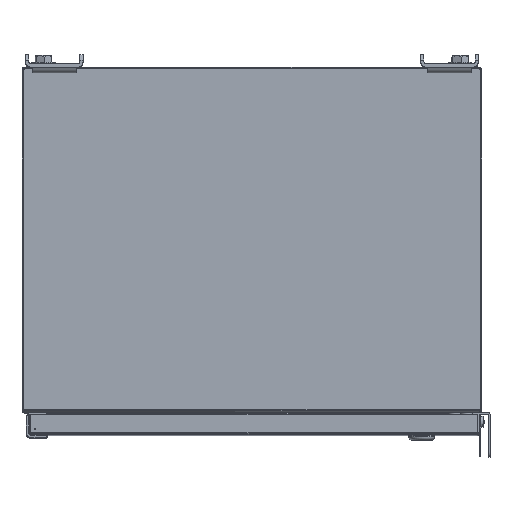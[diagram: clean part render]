
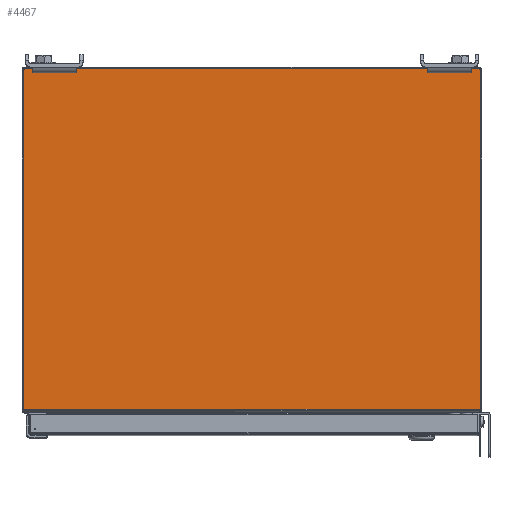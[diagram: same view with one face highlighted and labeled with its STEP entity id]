
A CAD part, top view. The second image highlights one B-rep face of the part: STEP entity #4467.
In plain terms, the highlighted planar face has unit normal (0, 0, 1).
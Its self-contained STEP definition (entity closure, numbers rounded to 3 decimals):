
#4467 = ADVANCED_FACE( '', ( #10310 ), #10311, .T. );
#10310 = FACE_OUTER_BOUND( '', #23616, .T. );
#10311 = PLANE( '', #23617 );
#23616 = EDGE_LOOP( '', ( #60784, #60785, #60786, #60787 ) );
#23617 = AXIS2_PLACEMENT_3D( '', #60788, #60789, #60790 );
#60784 = ORIENTED_EDGE( '', *, *, #83678, .T. );
#60785 = ORIENTED_EDGE( '', *, *, #82682, .T. );
#60786 = ORIENTED_EDGE( '', *, *, #83861, .T. );
#60787 = ORIENTED_EDGE( '', *, *, #83862, .T. );
#60788 = CARTESIAN_POINT( '', ( 0., 0., 0. ) );
#60789 = DIRECTION( '', ( 0., 0., 1. ) );
#60790 = DIRECTION( '', ( 1., 0., 0. ) );
#82682 = EDGE_CURVE( '', #91360, #91372, #91374, .T. );
#83678 = EDGE_CURVE( '', #93086, #91360, #93087, .T. );
#83861 = EDGE_CURVE( '', #91372, #93392, #93393, .T. );
#83862 = EDGE_CURVE( '', #93392, #93086, #93394, .T. );
#91360 = VERTEX_POINT( '', #105243 );
#91372 = VERTEX_POINT( '', #105272 );
#91374 = LINE( '', #105274, #105275 );
#93086 = VERTEX_POINT( '', #109662 );
#93087 = LINE( '', #109663, #109664 );
#93392 = VERTEX_POINT( '', #110260 );
#93393 = LINE( '', #110261, #110262 );
#93394 = LINE( '', #110263, #110264 );
#105243 = CARTESIAN_POINT( '', ( -201.676, -149.301, 0. ) );
#105272 = CARTESIAN_POINT( '', ( 201.676, -149.301, 0. ) );
#105274 = CARTESIAN_POINT( '', ( -201.676, -149.301, 0. ) );
#105275 = VECTOR( '', #132925, 1000. );
#109662 = CARTESIAN_POINT( '', ( -201.676, 151.638, 0. ) );
#109663 = CARTESIAN_POINT( '', ( -201.676, 151.638, 0. ) );
#109664 = VECTOR( '', #133641, 1000. );
#110260 = CARTESIAN_POINT( '', ( 201.676, 151.638, 0. ) );
#110261 = CARTESIAN_POINT( '', ( 201.676, -151.638, 0. ) );
#110262 = VECTOR( '', #133820, 1000. );
#110263 = CARTESIAN_POINT( '', ( 201.676, 151.638, 0. ) );
#110264 = VECTOR( '', #133821, 1000. );
#132925 = DIRECTION( '', ( 1., 0., 0. ) );
#133641 = DIRECTION( '', ( 0., -1., 0. ) );
#133820 = DIRECTION( '', ( 0., 1., 0. ) );
#133821 = DIRECTION( '', ( -1., 0., 0. ) );
